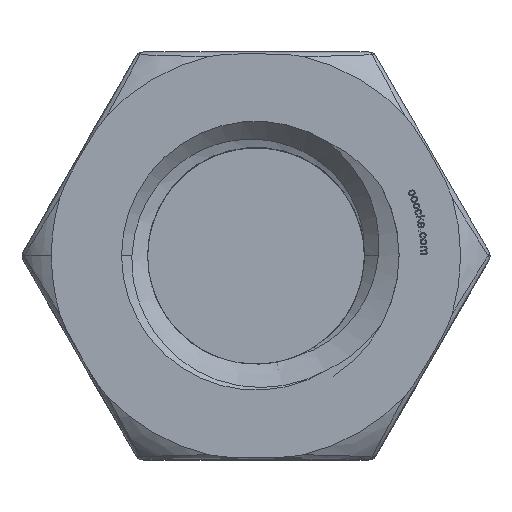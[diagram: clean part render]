
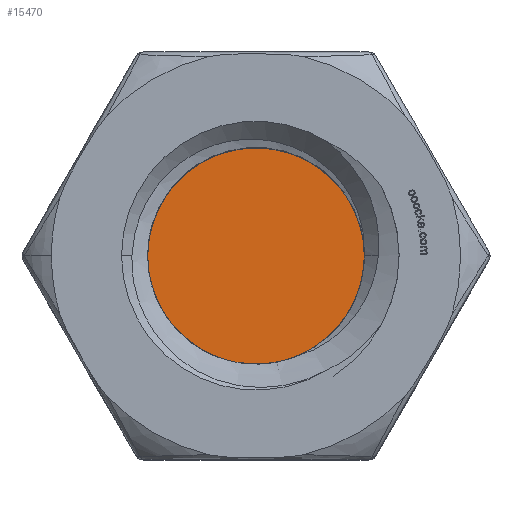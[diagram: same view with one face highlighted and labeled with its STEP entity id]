
A CAD part, top view. The second image highlights one B-rep face of the part: STEP entity #15470.
In plain terms, the highlighted planar face has unit normal (0, 0, 1).
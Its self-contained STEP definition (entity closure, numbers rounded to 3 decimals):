
#36 = EDGE_LOOP ( 'NONE', ( #11431, #23702 ) ) ;
#103 = VERTEX_POINT ( 'NONE', #138 ) ;
#138 = CARTESIAN_POINT ( 'NONE',  ( 1.5, 0., 0.05 ) ) ;
#554 = PLANE ( 'NONE',  #10875 ) ;
#6266 = EDGE_CURVE ( 'NONE', #8309, #103, #20637, .T. ) ;
#7424 = DIRECTION ( 'NONE',  ( 0., 0., -1. ) ) ;
#7691 = DIRECTION ( 'NONE',  ( 0., 0., -1. ) ) ;
#7856 = CIRCLE ( 'NONE', #15435, 1.5 ) ;
#8104 = CARTESIAN_POINT ( 'NONE',  ( 0., 0., 0.05 ) ) ;
#8309 = VERTEX_POINT ( 'NONE', #19969 ) ;
#9946 = DIRECTION ( 'NONE',  ( -1., 0., 0. ) ) ;
#10875 = AXIS2_PLACEMENT_3D ( 'NONE', #8104, #21059, #9946 ) ;
#11431 = ORIENTED_EDGE ( 'NONE', *, *, #12985, .F. ) ;
#12985 = EDGE_CURVE ( 'NONE', #103, #8309, #7856, .T. ) ;
#13257 = FACE_OUTER_BOUND ( 'NONE', #36, .T. ) ;
#15435 = AXIS2_PLACEMENT_3D ( 'NONE', #18749, #7691, #20633 ) ;
#15470 = ADVANCED_FACE ( 'NONE', ( #13257 ), #554, .F. ) ;
#16505 = AXIS2_PLACEMENT_3D ( 'NONE', #18501, #7424, #20375 ) ;
#18501 = CARTESIAN_POINT ( 'NONE',  ( 0., 0., 0.05 ) ) ;
#18749 = CARTESIAN_POINT ( 'NONE',  ( 0., 0., 0.05 ) ) ;
#19969 = CARTESIAN_POINT ( 'NONE',  ( -1.5, 0., 0.05 ) ) ;
#20375 = DIRECTION ( 'NONE',  ( -1., 0., 0. ) ) ;
#20633 = DIRECTION ( 'NONE',  ( -1., 0., 0. ) ) ;
#20637 = CIRCLE ( 'NONE', #16505, 1.5 ) ;
#21059 = DIRECTION ( 'NONE',  ( 0., 0., -1. ) ) ;
#23702 = ORIENTED_EDGE ( 'NONE', *, *, #6266, .F. ) ;
